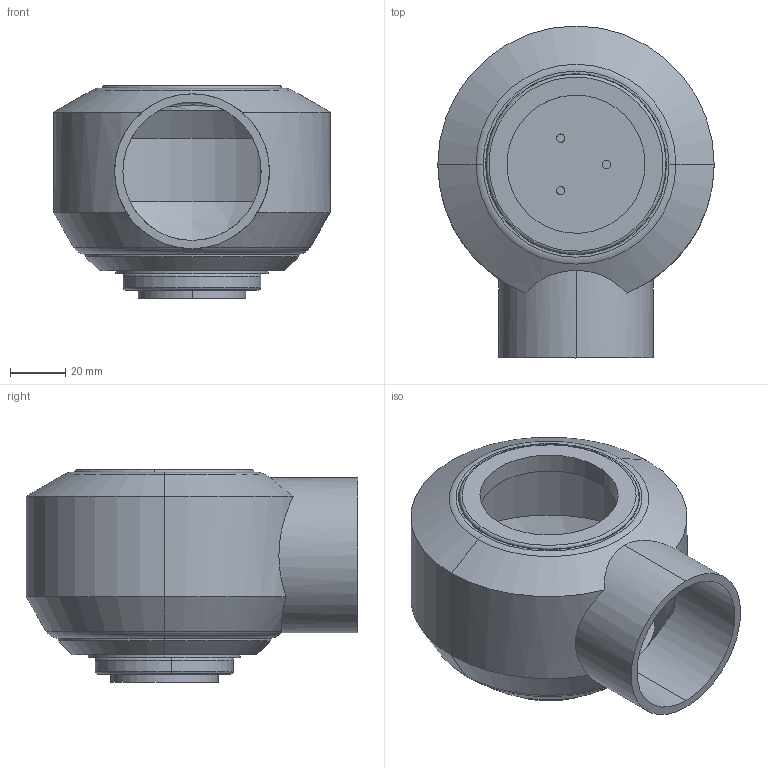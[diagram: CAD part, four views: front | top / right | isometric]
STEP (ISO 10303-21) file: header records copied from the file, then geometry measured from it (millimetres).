
FILE_DESCRIPTION (( 'STEP AP203' ), '1' );
FILE_NAME ('Link5_v2_Default_sldprt.STEP', '2024-03-28T09:17:52', ( '' ), ( '' ), 'SwSTEP 2.0', 'SolidWorks 2020', '' );
FILE_SCHEMA (( 'CONFIG_CONTROL_DESIGN' ));
Length unit declared in the file: millimetre
Products named in the file (1): Link5_v2_Default_sldprt
Bounding box: 100 x 120 x 77 mm (x, y, z)
Volume: 154010.9 mm3; surface area: 78308 mm2
Topology: 5 solids, 5 shells, 98 faces, 222 edges, 138 vertices
Faces by surface type: cylinder 52, torus 16, plane 16, cone 12, bspline 2
Entity records: 3299 total; most frequent: CARTESIAN_POINT 891, DIRECTION 542, ORIENTED_EDGE 444, AXIS2_PLACEMENT_3D 241, EDGE_CURVE 222, CIRCLE 144, VERTEX_POINT 138, EDGE_LOOP 128
